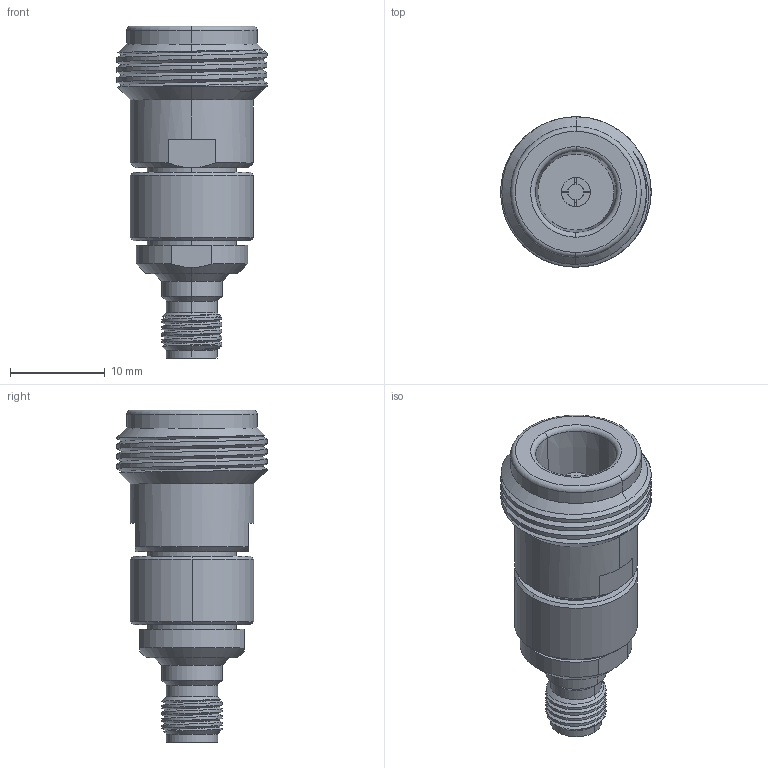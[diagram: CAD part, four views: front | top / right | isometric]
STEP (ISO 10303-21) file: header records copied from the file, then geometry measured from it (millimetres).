
FILE_DESCRIPTION (( 'STEP AP214' ), '1' );
FILE_NAME ('CT-NFKF-LN1.STEP', '2025-01-17T00:22:48', ( '' ), ( '' ), 'SwSTEP 2.0', 'SolidWorks 2021', '' );
FILE_SCHEMA (( 'AUTOMOTIVE_DESIGN' ));
Length unit declared in the file: inch
Products named in the file (1): CT-NFKF-LN1
Bounding box: 15.86 x 15.88 x 35.04 mm (x, y, z)
Volume: 3315.5 mm3; surface area: 2444 mm2
Topology: 1 solids, 4 shells, 178 faces, 441 edges, 281 vertices
Faces by surface type: cylinder 66, plane 52, cone 48, torus 8, bspline 4
Entity records: 9486 total; most frequent: CARTESIAN_POINT 2936, DIRECTION 903, ORIENTED_EDGE 882, EDGE_CURVE 441, AXIS2_PLACEMENT_3D 367, VERTEX_POINT 281, EDGE_LOOP 194, CIRCLE 192
